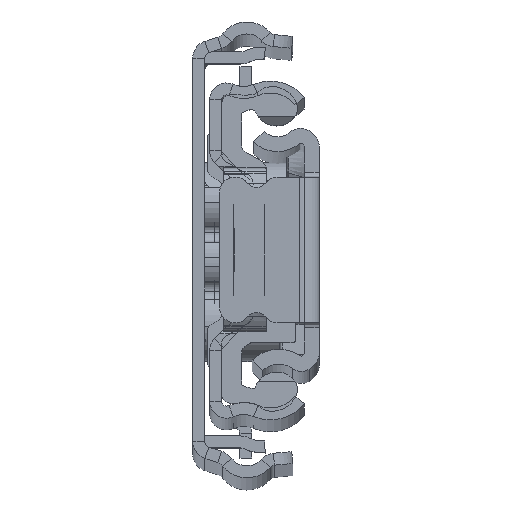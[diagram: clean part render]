
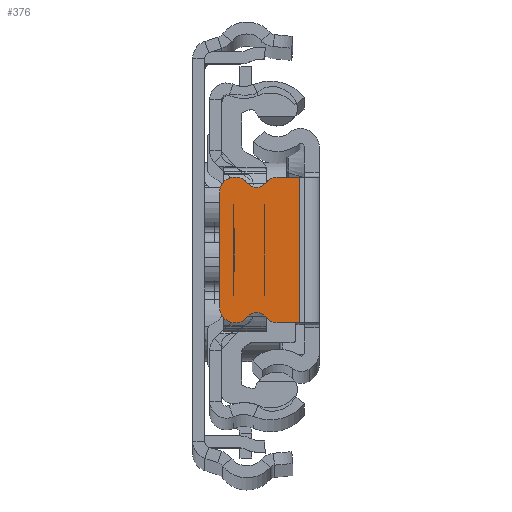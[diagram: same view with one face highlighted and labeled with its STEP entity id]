
A CAD part, top view. The second image highlights one B-rep face of the part: STEP entity #376.
In plain terms, the highlighted planar face has unit normal (0, 0, 1).
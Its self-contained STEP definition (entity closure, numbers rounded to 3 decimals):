
#279 = CARTESIAN_POINT ( 'NONE',  ( -8.5, 7.3, 0. ) ) ;
#376 = ADVANCED_FACE ( 'NONE', ( #25181 ), #9076, .F. ) ;
#495 = ORIENTED_EDGE ( 'NONE', *, *, #6367, .F. ) ;
#536 = EDGE_CURVE ( 'NONE', #15535, #13884, #7788, .T. ) ;
#691 = CARTESIAN_POINT ( 'NONE',  ( -10., 0., 0. ) ) ;
#769 = ORIENTED_EDGE ( 'NONE', *, *, #24009, .T. ) ;
#854 = DIRECTION ( 'NONE',  ( 0., 0., 1. ) ) ;
#1249 = VERTEX_POINT ( 'NONE', #7690 ) ;
#1587 = CARTESIAN_POINT ( 'NONE',  ( -8.362, -7.3, 0. ) ) ;
#2332 = CARTESIAN_POINT ( 'NONE',  ( 0., -7.3, 0. ) ) ;
#3244 = EDGE_CURVE ( 'NONE', #9876, #19684, #7391, .T. ) ;
#3422 = VERTEX_POINT ( 'NONE', #3856 ) ;
#3766 = AXIS2_PLACEMENT_3D ( 'NONE', #5535, #7763, #15723 ) ;
#3856 = CARTESIAN_POINT ( 'NONE',  ( -5.413, -6.706, 0. ) ) ;
#3984 = DIRECTION ( 'NONE',  ( -1., 0., 0. ) ) ;
#4333 = AXIS2_PLACEMENT_3D ( 'NONE', #21879, #11939, #3984 ) ;
#4347 = VECTOR ( 'NONE', #9294, 1000. ) ;
#4547 = CARTESIAN_POINT ( 'NONE',  ( -8.5, -7.3, 0. ) ) ;
#4710 = CARTESIAN_POINT ( 'NONE',  ( -2., 7.3, 0. ) ) ;
#5474 = ORIENTED_EDGE ( 'NONE', *, *, #8209, .T. ) ;
#5535 = CARTESIAN_POINT ( 'NONE',  ( -4.218, -5.8, 0. ) ) ;
#5644 = EDGE_CURVE ( 'NONE', #13884, #1249, #17096, .T. ) ;
#6293 = CARTESIAN_POINT ( 'NONE',  ( -8.5, 5.8, 0. ) ) ;
#6367 = EDGE_CURVE ( 'NONE', #24834, #17567, #14190, .T. ) ;
#6483 = VERTEX_POINT ( 'NONE', #7267 ) ;
#6802 = DIRECTION ( 'NONE',  ( 0., 0., 1. ) ) ;
#7070 = EDGE_CURVE ( 'NONE', #3422, #20175, #13748, .T. ) ;
#7081 = CARTESIAN_POINT ( 'NONE',  ( -10., -5.8, 0. ) ) ;
#7218 = DIRECTION ( 'NONE',  ( 0., -1., 0. ) ) ;
#7262 = CARTESIAN_POINT ( 'NONE',  ( 0., 0., 0. ) ) ;
#7267 = CARTESIAN_POINT ( 'NONE',  ( -10., 5.8, 0. ) ) ;
#7341 = CARTESIAN_POINT ( 'NONE',  ( -2., -7.3, 0. ) ) ;
#7391 = LINE ( 'NONE', #13516, #9846 ) ;
#7690 = CARTESIAN_POINT ( 'NONE',  ( -7.167, -6.706, 0. ) ) ;
#7763 = DIRECTION ( 'NONE',  ( 0., 0., 1. ) ) ;
#7788 = LINE ( 'NONE', #16005, #22454 ) ;
#7898 = ORIENTED_EDGE ( 'NONE', *, *, #12449, .T. ) ;
#8163 = DIRECTION ( 'NONE',  ( 1., 0., 0. ) ) ;
#8209 = EDGE_CURVE ( 'NONE', #19684, #6483, #8801, .T. ) ;
#8801 = CIRCLE ( 'NONE', #15915, 1.5 ) ;
#8855 = CIRCLE ( 'NONE', #23487, 1.5 ) ;
#9076 = PLANE ( 'NONE',  #24548 ) ;
#9294 = DIRECTION ( 'NONE',  ( 0., -1., 0. ) ) ;
#9310 = CARTESIAN_POINT ( 'NONE',  ( -8.362, 7.3, 0. ) ) ;
#9618 = LINE ( 'NONE', #11690, #17210 ) ;
#9661 = CARTESIAN_POINT ( 'NONE',  ( -4.218, 7.3, 0. ) ) ;
#9720 = ORIENTED_EDGE ( 'NONE', *, *, #25411, .T. ) ;
#9846 = VECTOR ( 'NONE', #17196, 1000. ) ;
#9876 = VERTEX_POINT ( 'NONE', #9310 ) ;
#10126 = CARTESIAN_POINT ( 'NONE',  ( -8.362, -5.8, 0. ) ) ;
#10196 = EDGE_CURVE ( 'NONE', #24834, #9876, #19353, .T. ) ;
#10614 = LINE ( 'NONE', #691, #15533 ) ;
#10740 = EDGE_CURVE ( 'NONE', #3422, #1249, #15600, .T. ) ;
#10759 = DIRECTION ( 'NONE',  ( -1., 0., 0. ) ) ;
#10892 = CARTESIAN_POINT ( 'NONE',  ( -8.5, -5.8, 0. ) ) ;
#11290 = DIRECTION ( 'NONE',  ( -1., 0., 0. ) ) ;
#11293 = DIRECTION ( 'NONE',  ( 0., 0., -1. ) ) ;
#11374 = LINE ( 'NONE', #21698, #4347 ) ;
#11547 = ORIENTED_EDGE ( 'NONE', *, *, #17637, .T. ) ;
#11690 = CARTESIAN_POINT ( 'NONE',  ( 0., 7.3, 0. ) ) ;
#11939 = DIRECTION ( 'NONE',  ( 0., 0., 1. ) ) ;
#12449 = EDGE_CURVE ( 'NONE', #22366, #17567, #8855, .T. ) ;
#12484 = AXIS2_PLACEMENT_3D ( 'NONE', #10126, #14158, #20059 ) ;
#12628 = DIRECTION ( 'NONE',  ( 1., 0., 0. ) ) ;
#13139 = ORIENTED_EDGE ( 'NONE', *, *, #3244, .T. ) ;
#13516 = CARTESIAN_POINT ( 'NONE',  ( 0., 7.3, 0. ) ) ;
#13586 = ORIENTED_EDGE ( 'NONE', *, *, #5644, .T. ) ;
#13595 = EDGE_CURVE ( 'NONE', #17281, #22366, #9618, .T. ) ;
#13748 = CIRCLE ( 'NONE', #3766, 1.5 ) ;
#13884 = VERTEX_POINT ( 'NONE', #1587 ) ;
#13924 = ORIENTED_EDGE ( 'NONE', *, *, #13595, .T. ) ;
#14158 = DIRECTION ( 'NONE',  ( 0., 0., 1. ) ) ;
#14190 = CIRCLE ( 'NONE', #21309, 1.1 ) ;
#14585 = ORIENTED_EDGE ( 'NONE', *, *, #22026, .F. ) ;
#15262 = CARTESIAN_POINT ( 'NONE',  ( -4.218, -7.3, 0. ) ) ;
#15533 = VECTOR ( 'NONE', #7218, 1000. ) ;
#15535 = VERTEX_POINT ( 'NONE', #4547 ) ;
#15600 = CIRCLE ( 'NONE', #4333, 1.1 ) ;
#15723 = DIRECTION ( 'NONE',  ( -1., 0., 0. ) ) ;
#15915 = AXIS2_PLACEMENT_3D ( 'NONE', #6293, #6802, #20141 ) ;
#16005 = CARTESIAN_POINT ( 'NONE',  ( 0., -7.3, 0. ) ) ;
#16416 = DIRECTION ( 'NONE',  ( 0., 0., 1. ) ) ;
#16692 = LINE ( 'NONE', #2332, #20257 ) ;
#17096 = CIRCLE ( 'NONE', #12484, 1.5 ) ;
#17175 = CIRCLE ( 'NONE', #22995, 1.5 ) ;
#17196 = DIRECTION ( 'NONE',  ( -1., 0., 0. ) ) ;
#17210 = VECTOR ( 'NONE', #25711, 1000. ) ;
#17281 = VERTEX_POINT ( 'NONE', #4710 ) ;
#17567 = VERTEX_POINT ( 'NONE', #21551 ) ;
#17637 = EDGE_CURVE ( 'NONE', #20175, #25450, #16692, .T. ) ;
#18131 = DIRECTION ( 'NONE',  ( 1., 0., 0. ) ) ;
#18138 = ORIENTED_EDGE ( 'NONE', *, *, #7070, .T. ) ;
#18567 = DIRECTION ( 'NONE',  ( -1., 0., 0. ) ) ;
#18802 = CARTESIAN_POINT ( 'NONE',  ( -7.167, 6.706, 0. ) ) ;
#19135 = ORIENTED_EDGE ( 'NONE', *, *, #536, .T. ) ;
#19353 = CIRCLE ( 'NONE', #22268, 1.5 ) ;
#19684 = VERTEX_POINT ( 'NONE', #279 ) ;
#20059 = DIRECTION ( 'NONE',  ( -1., 0., 0. ) ) ;
#20141 = DIRECTION ( 'NONE',  ( -1., 0., 0. ) ) ;
#20175 = VERTEX_POINT ( 'NONE', #15262 ) ;
#20257 = VECTOR ( 'NONE', #12628, 1000. ) ;
#20704 = DIRECTION ( 'NONE',  ( 0., 0., 1. ) ) ;
#20972 = CARTESIAN_POINT ( 'NONE',  ( -4.218, 5.8, 0. ) ) ;
#21309 = AXIS2_PLACEMENT_3D ( 'NONE', #24529, #16416, #18131 ) ;
#21366 = DIRECTION ( 'NONE',  ( -1., 0., 0. ) ) ;
#21551 = CARTESIAN_POINT ( 'NONE',  ( -5.413, 6.706, 0. ) ) ;
#21580 = ORIENTED_EDGE ( 'NONE', *, *, #10196, .T. ) ;
#21698 = CARTESIAN_POINT ( 'NONE',  ( -2., -7.3, 0. ) ) ;
#21879 = CARTESIAN_POINT ( 'NONE',  ( -6.29, -7.37, 0. ) ) ;
#22026 = EDGE_CURVE ( 'NONE', #17281, #25450, #11374, .T. ) ;
#22268 = AXIS2_PLACEMENT_3D ( 'NONE', #22996, #24969, #18567 ) ;
#22366 = VERTEX_POINT ( 'NONE', #9661 ) ;
#22454 = VECTOR ( 'NONE', #8163, 1000. ) ;
#22995 = AXIS2_PLACEMENT_3D ( 'NONE', #10892, #20704, #10759 ) ;
#22996 = CARTESIAN_POINT ( 'NONE',  ( -8.362, 5.8, 0. ) ) ;
#23487 = AXIS2_PLACEMENT_3D ( 'NONE', #20972, #854, #11290 ) ;
#23991 = EDGE_LOOP ( 'NONE', ( #13139, #5474, #9720, #769, #19135, #13586, #24963, #18138, #11547, #14585, #13924, #7898, #495, #21580 ) ) ;
#24009 = EDGE_CURVE ( 'NONE', #25334, #15535, #17175, .T. ) ;
#24529 = CARTESIAN_POINT ( 'NONE',  ( -6.29, 7.37, 0. ) ) ;
#24548 = AXIS2_PLACEMENT_3D ( 'NONE', #7262, #11293, #21366 ) ;
#24834 = VERTEX_POINT ( 'NONE', #18802 ) ;
#24963 = ORIENTED_EDGE ( 'NONE', *, *, #10740, .F. ) ;
#24969 = DIRECTION ( 'NONE',  ( 0., 0., 1. ) ) ;
#25181 = FACE_OUTER_BOUND ( 'NONE', #23991, .T. ) ;
#25334 = VERTEX_POINT ( 'NONE', #7081 ) ;
#25411 = EDGE_CURVE ( 'NONE', #6483, #25334, #10614, .T. ) ;
#25450 = VERTEX_POINT ( 'NONE', #7341 ) ;
#25711 = DIRECTION ( 'NONE',  ( -1., 0., 0. ) ) ;
